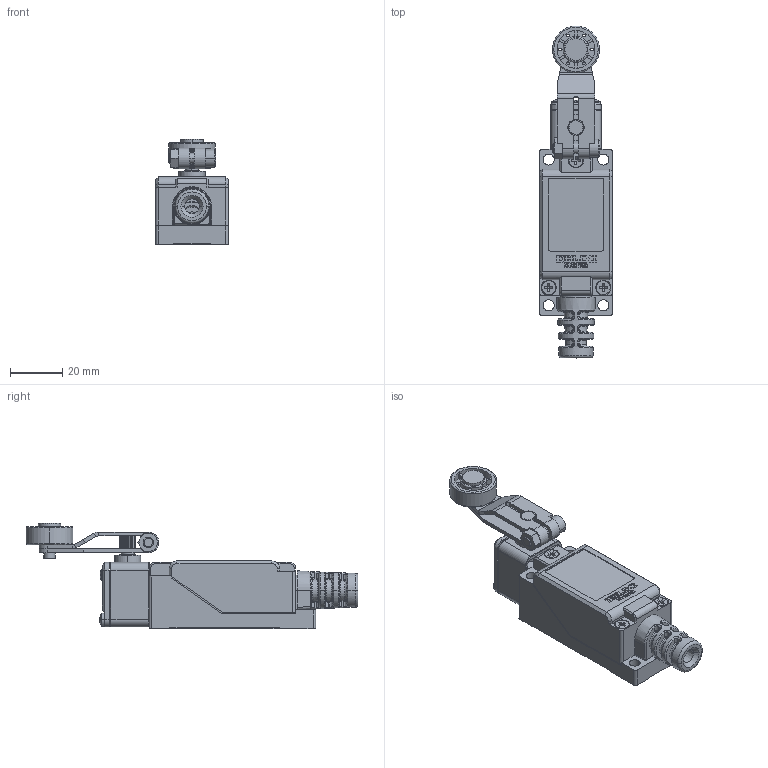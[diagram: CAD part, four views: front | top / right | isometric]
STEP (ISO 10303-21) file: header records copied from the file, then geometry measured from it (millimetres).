
FILE_DESCRIPTION((''),'2;1');
FILE_NAME('LXJMH-8104_SW0002','2022-03-10T',('xiangyu.li'),(''),'PRO/ENGINEER BY PARAMETRIC TECHNOLOGY CORPORATION, 2015440','PRO/ENGINEER BY PARAMETRIC TECHNOLOGY CORPORATION, 2015440','');
FILE_SCHEMA(('CONFIG_CONTROL_DESIGN'));
Products named in the file (1): LXJMH-8104_SW0002
Bounding box: 28 x 127.55 x 40.4 mm (x, y, z)
Volume: 26623 mm3; surface area: 28027 mm2
Topology: 3 solids, 3 shells, 1681 faces, 4447 edges, 2837 vertices
Faces by surface type: plane 898, cylinder 358, extrusion 176, cone 98, bspline 83, torus 62, sphere 6
Entity records: 63163 total; most frequent: CARTESIAN_POINT 21963, ORIENTED_EDGE 8890, DIRECTION 7978, EDGE_CURVE 4445, VECTOR 2934, VERTEX_POINT 2837, LINE 2758, AXIS2_PLACEMENT_3D 2522
